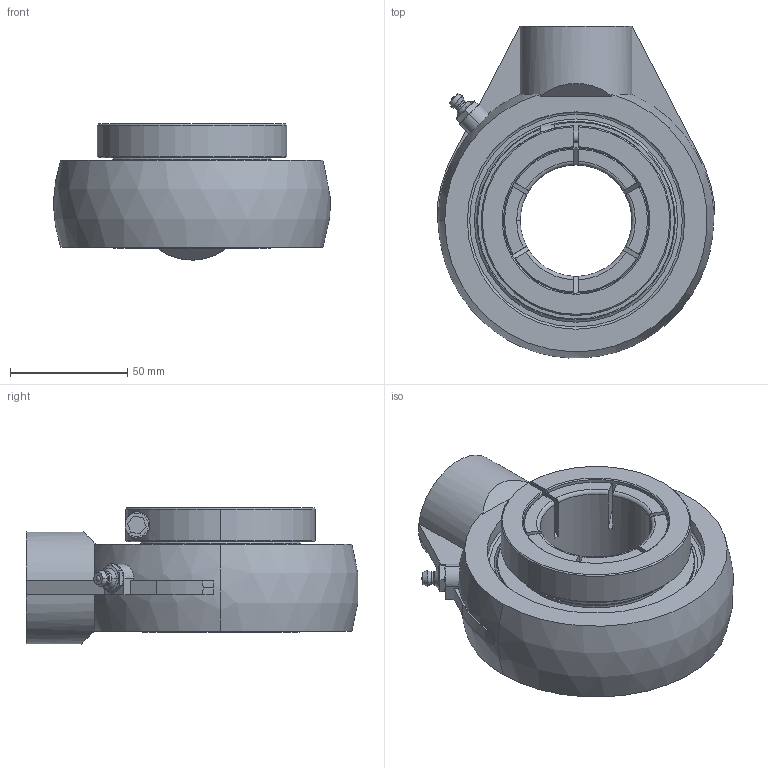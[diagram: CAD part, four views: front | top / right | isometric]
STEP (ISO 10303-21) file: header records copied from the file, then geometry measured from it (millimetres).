
FILE_DESCRIPTION(('HOOPS Exchange Step'),'2;1');
FILE_NAME('export-FDD7E9CD-A727-4666-919F-4E5F7680A67B.stp','2019-12-13T13:47:19-08:00',('ibuslach'),('Alibre'),'HOOPS Exchange 2019.2','Alibre','Unknown authorisation');
FILE_SCHEMA( ('AP242_MANAGED_MODEL_BASED_3D_ENGINEERING_MIM_LF {1 0 10303 442 1 1 4 }') );
Length unit declared in the file: centimetre
Products named in the file (8): MRN SHA 210; ZERK 6mm; SUE 210 SHIELD; SUE 210 LOCK RING; SUE 210 BOLT; SUE 210-30 RACES; MRN SUE 210-30; MRN SUEHA 210-30
Assembly tree (8 placements, depth 3):
  MRN SUEHA 210-30
    MRN SHA 210
    ZERK 6mm
    MRN SUE 210-30
      SUE 210 SHIELD  x2
      SUE 210 LOCK RING
      SUE 210 BOLT
      SUE 210-30 RACES
Bounding box: 118 x 141.58 x 58.09 mm (x, y, z)
Volume: 331568.9 mm3; surface area: 99994.6 mm2
Topology: 8 solids, 8 shells, 246 faces, 668 edges, 437 vertices
Faces by surface type: plane 86, cylinder 63, cone 54, torus 28, sphere 11, bspline 4
Full cylindrical faces by diameter (mm): 1.976 x2, 4.917 x2, 6 x2, 6.4 x1, 10 x1, 25.4 x1, 47.625 x1, 68 x4, 69.016 x2, 80 x2, 84 x2, 92.741 x1, 94.741 x1
Entity records: 12663 total; most frequent: CARTESIAN_POINT 6417, DIRECTION 1323, ORIENTED_EDGE 1282, EDGE_CURVE 641, AXIS2_PLACEMENT_3D 547, VERTEX_POINT 423, CIRCLE 286, EDGE_LOOP 264
